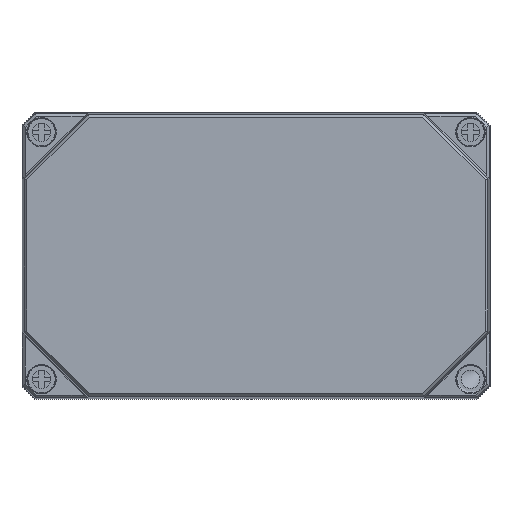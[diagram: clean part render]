
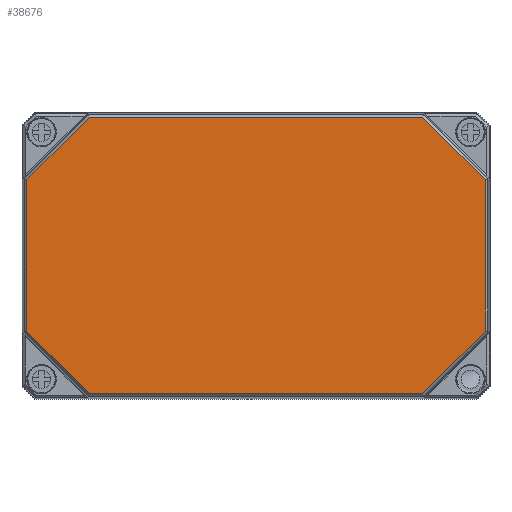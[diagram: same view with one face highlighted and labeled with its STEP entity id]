
A CAD part, top view. The second image highlights one B-rep face of the part: STEP entity #38676.
In plain terms, the highlighted face is planar.
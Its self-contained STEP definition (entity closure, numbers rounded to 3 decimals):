
#2889=PLANE('',#41736);
#5194=FACE_OUTER_BOUND('',#7642,.T.);
#7642=EDGE_LOOP('',(#34087,#34088,#34089,#34090,#34091,#34092,#34093,#34094));
#10574=LINE('',#67674,#13580);
#10578=LINE('',#67680,#13584);
#10666=LINE('',#69087,#13672);
#10669=LINE('',#69092,#13675);
#10671=LINE('',#69096,#13677);
#10674=LINE('',#69101,#13680);
#10676=LINE('',#69105,#13682);
#10679=LINE('',#69109,#13685);
#13580=VECTOR('',#49736,10.);
#13584=VECTOR('',#49742,10.);
#13672=VECTOR('',#50100,10.);
#13675=VECTOR('',#50105,10.);
#13677=VECTOR('',#50109,10.);
#13680=VECTOR('',#50114,10.);
#13682=VECTOR('',#50118,10.);
#13685=VECTOR('',#50123,10.);
#18639=VERTEX_POINT('',#67671);
#18640=VERTEX_POINT('',#67673);
#18641=VERTEX_POINT('',#67678);
#18742=VERTEX_POINT('',#69086);
#18743=VERTEX_POINT('',#69091);
#18744=VERTEX_POINT('',#69095);
#18745=VERTEX_POINT('',#69100);
#18746=VERTEX_POINT('',#69104);
#23760=EDGE_CURVE('',#18639,#18640,#10574,.T.);
#23764=EDGE_CURVE('',#18641,#18639,#10578,.T.);
#23945=EDGE_CURVE('',#18742,#18641,#10666,.T.);
#23948=EDGE_CURVE('',#18640,#18743,#10669,.T.);
#23950=EDGE_CURVE('',#18743,#18744,#10671,.T.);
#23953=EDGE_CURVE('',#18744,#18745,#10674,.T.);
#23955=EDGE_CURVE('',#18745,#18746,#10676,.T.);
#23958=EDGE_CURVE('',#18746,#18742,#10679,.T.);
#34087=ORIENTED_EDGE('',*,*,#23945,.F.);
#34088=ORIENTED_EDGE('',*,*,#23958,.F.);
#34089=ORIENTED_EDGE('',*,*,#23955,.F.);
#34090=ORIENTED_EDGE('',*,*,#23953,.F.);
#34091=ORIENTED_EDGE('',*,*,#23950,.F.);
#34092=ORIENTED_EDGE('',*,*,#23948,.F.);
#34093=ORIENTED_EDGE('',*,*,#23760,.F.);
#34094=ORIENTED_EDGE('',*,*,#23764,.F.);
#38676=ADVANCED_FACE('',(#5194),#2889,.T.);
#41736=AXIS2_PLACEMENT_3D('',#69130,#50138,#50139);
#49736=DIRECTION('',(-0.707,0.,0.707));
#49742=DIRECTION('',(0.,0.,1.));
#50100=DIRECTION('',(0.707,0.,0.707));
#50105=DIRECTION('',(-1.,0.,0.));
#50109=DIRECTION('',(-0.707,0.,-0.707));
#50114=DIRECTION('',(0.,0.,-1.));
#50118=DIRECTION('',(0.707,0.,-0.707));
#50123=DIRECTION('',(1.,0.,0.));
#50138=DIRECTION('center_axis',(0.,1.,0.));
#50139=DIRECTION('ref_axis',(0.,0.,1.));
#67671=CARTESIAN_POINT('',(88.188,93.,29.05));
#67673=CARTESIAN_POINT('',(64.05,93.,53.188));
#67674=CARTESIAN_POINT('',(73.619,93.,43.619));
#67678=CARTESIAN_POINT('',(88.188,93.,-29.05));
#67680=CARTESIAN_POINT('',(88.188,93.,-25.));
#69086=CARTESIAN_POINT('',(64.05,93.,-53.188));
#69087=CARTESIAN_POINT('',(61.119,93.,-56.119));
#69091=CARTESIAN_POINT('',(-64.05,93.,53.188));
#69092=CARTESIAN_POINT('',(42.5,93.,53.188));
#69095=CARTESIAN_POINT('',(-88.188,93.,29.05));
#69096=CARTESIAN_POINT('',(-61.119,93.,56.119));
#69100=CARTESIAN_POINT('',(-88.188,93.,-29.05));
#69101=CARTESIAN_POINT('',(-88.188,93.,25.));
#69104=CARTESIAN_POINT('',(-64.05,93.,-53.188));
#69105=CARTESIAN_POINT('',(-73.619,93.,-43.619));
#69109=CARTESIAN_POINT('',(-42.5,93.,-53.188));
#69130=CARTESIAN_POINT('Origin',(0.,93.,0.));
